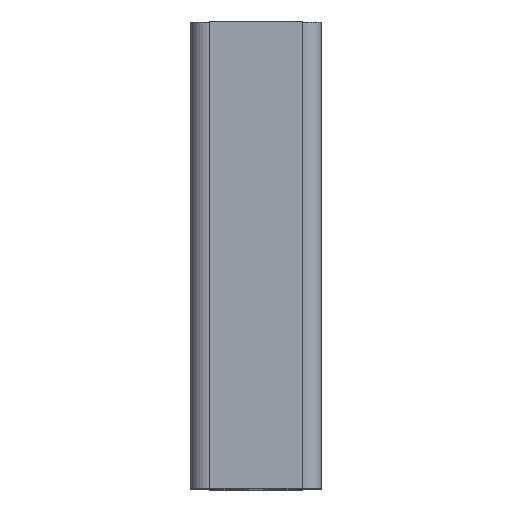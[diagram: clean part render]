
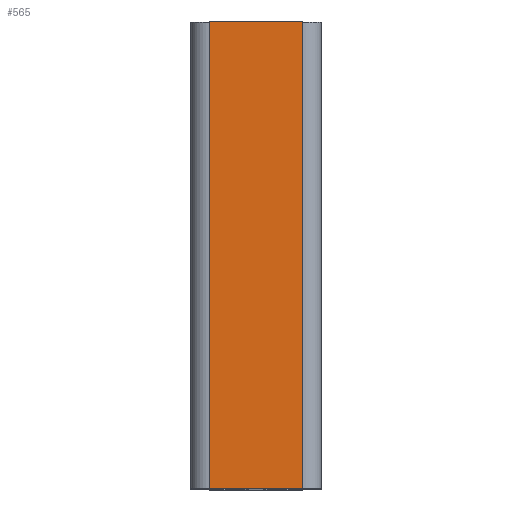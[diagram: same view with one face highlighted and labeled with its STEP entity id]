
A CAD part, top view. The second image highlights one B-rep face of the part: STEP entity #565.
In plain terms, the highlighted planar face has unit normal (0, 0, 1).
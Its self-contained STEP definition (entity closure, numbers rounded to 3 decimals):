
#565 = ADVANCED_FACE( '', ( #1170 ), #1171, .T. );
#1170 = FACE_OUTER_BOUND( '', #1801, .T. );
#1171 = PLANE( '', #1802 );
#1801 = EDGE_LOOP( '', ( #3433, #3434, #3435, #3436 ) );
#1802 = AXIS2_PLACEMENT_3D( '', #3437, #3438, #3439 );
#3433 = ORIENTED_EDGE( '', *, *, #4544, .F. );
#3434 = ORIENTED_EDGE( '', *, *, #4545, .F. );
#3435 = ORIENTED_EDGE( '', *, *, #3925, .T. );
#3436 = ORIENTED_EDGE( '', *, *, #3830, .T. );
#3437 = CARTESIAN_POINT( '', ( -10., 100., 120. ) );
#3438 = DIRECTION( '', ( 0., 0., 1. ) );
#3439 = DIRECTION( '', ( 0., -1., 0. ) );
#3830 = EDGE_CURVE( '', #4607, #4604, #4608, .T. );
#3925 = EDGE_CURVE( '', #4776, #4607, #4777, .T. );
#4544 = EDGE_CURVE( '', #5703, #4604, #5704, .T. );
#4545 = EDGE_CURVE( '', #4776, #5703, #5705, .T. );
#4604 = VERTEX_POINT( '', #5767 );
#4607 = VERTEX_POINT( '', #5770 );
#4608 = LINE( '', #5771, #5772 );
#4776 = VERTEX_POINT( '', #5977 );
#4777 = LINE( '', #5978, #5979 );
#5703 = VERTEX_POINT( '', #7179 );
#5704 = LINE( '', #7180, #7181 );
#5705 = LINE( '', #7182, #7183 );
#5767 = CARTESIAN_POINT( '', ( -10., 0., 120. ) );
#5770 = CARTESIAN_POINT( '', ( -10., 100., 120. ) );
#5771 = CARTESIAN_POINT( '', ( -10., 100., 120. ) );
#5772 = VECTOR( '', #7251, 1000. );
#5977 = CARTESIAN_POINT( '', ( 10., 100., 120. ) );
#5978 = CARTESIAN_POINT( '', ( -10., 100., 120. ) );
#5979 = VECTOR( '', #7406, 1000. );
#7179 = CARTESIAN_POINT( '', ( 10., 0., 120. ) );
#7180 = CARTESIAN_POINT( '', ( -10., 0., 120. ) );
#7181 = VECTOR( '', #8254, 1000. );
#7182 = CARTESIAN_POINT( '', ( 10., 100., 120. ) );
#7183 = VECTOR( '', #8255, 1000. );
#7251 = DIRECTION( '', ( 0., -1., 0. ) );
#7406 = DIRECTION( '', ( -1., 0., 0. ) );
#8254 = DIRECTION( '', ( -1., 0., 0. ) );
#8255 = DIRECTION( '', ( 0., -1., 0. ) );
